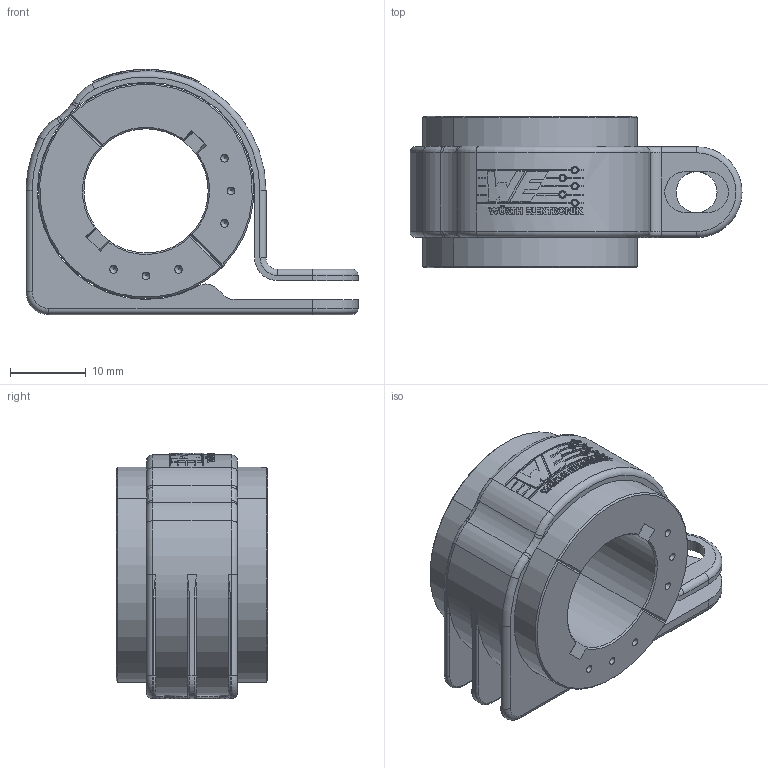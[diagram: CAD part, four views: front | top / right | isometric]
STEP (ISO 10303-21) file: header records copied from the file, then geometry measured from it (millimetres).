
FILE_DESCRIPTION( ( 'Unknown' ), '1' );
FILE_NAME( '74271348.stp', 'Unknown', ( 'Unknown' ), ( 'Unknown' ), 'PSStep 19.0.9', 'Unknown', ' ' );
FILE_SCHEMA( ( 'AUTOMOTIVE_DESIGN { 1 0 10303 214 1 1 1 1 }' ) );
Length unit declared in the file: millimetre
Products named in the file (4): Assem1; 74271348; 74271348_0; 74271348_1
Assembly tree (3 placements, depth 2):
  Assem1
    74271348
    74271348_0
    74271348_1
Bounding box: 43.85 x 20 x 32.4 mm (x, y, z)
Volume: 10800.8 mm3; surface area: 7801.5 mm2
Topology: 3 solids, 3 shells, 594 faces, 1593 edges, 1042 vertices
Faces by surface type: plane 397, cylinder 131, torus 26, cone 18, extrusion 16, bspline 6
Full cylindrical faces by diameter (mm): 0.222 x2, 0.684 x3, 0.685 x2, 5.4 x1
Entity records: 34891 total; most frequent: CARTESIAN_POINT 5093, ORIENTED_EDGE 3126, DIRECTION 3043, PRESENTATION_STYLE_ASSIGNMENT 2754, COLOUR_RGB 2754, STYLED_ITEM 2160, CURVE_STYLE 2160, DRAUGHTING_PRE_DEFINED_CURVE_FONT 2160
